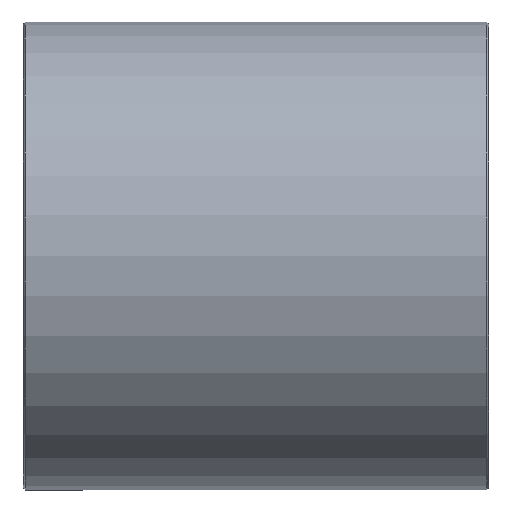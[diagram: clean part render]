
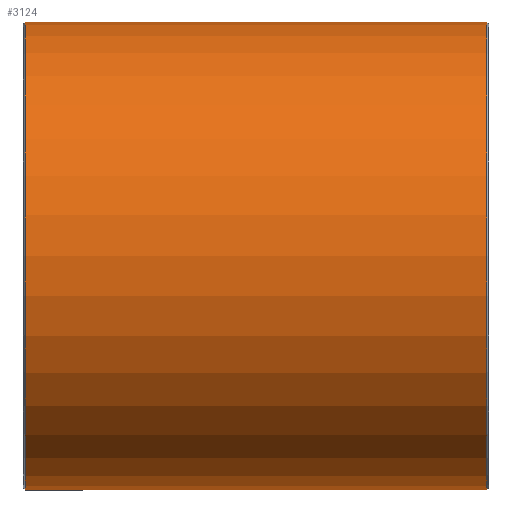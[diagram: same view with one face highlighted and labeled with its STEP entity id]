
A CAD part, top view. The second image highlights one B-rep face of the part: STEP entity #3124.
In plain terms, the highlighted cylindrical face has radius 24.15 mm (diameter 48.3 mm), a partial arc.
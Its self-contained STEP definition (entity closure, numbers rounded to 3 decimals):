
#118 = DIRECTION ( 'NONE',  ( -1., 0., 0. ) ) ;
#417 = CARTESIAN_POINT ( 'NONE',  ( -9., 0., 0. ) ) ;
#486 = DIRECTION ( 'NONE',  ( -1., 0., 0. ) ) ;
#1012 = CARTESIAN_POINT ( 'NONE',  ( -23.8, 0., 0. ) ) ;
#1144 = ORIENTED_EDGE ( 'NONE', *, *, #4049, .F. ) ;
#1238 = CARTESIAN_POINT ( 'NONE',  ( 23.8, 24.15, 0. ) ) ;
#1252 = EDGE_CURVE ( 'NONE', #3463, #4464, #2734, .T. ) ;
#1467 = DIRECTION ( 'NONE',  ( 0., -1., 0. ) ) ;
#1547 = EDGE_LOOP ( 'NONE', ( #3972, #5165, #2271, #1144 ) ) ;
#1549 = CARTESIAN_POINT ( 'NONE',  ( -9., -24.15, 0. ) ) ;
#1597 = VECTOR ( 'NONE', #118, 1000. ) ;
#1784 = DIRECTION ( 'NONE',  ( 0., -1., 0. ) ) ;
#1832 = AXIS2_PLACEMENT_3D ( 'NONE', #2371, #5561, #1784 ) ;
#2051 = CIRCLE ( 'NONE', #1832, 24.15 ) ;
#2271 = ORIENTED_EDGE ( 'NONE', *, *, #3113, .F. ) ;
#2306 = CARTESIAN_POINT ( 'NONE',  ( -23.8, 24.15, 0. ) ) ;
#2371 = CARTESIAN_POINT ( 'NONE',  ( 23.8, 0., 0. ) ) ;
#2545 = DIRECTION ( 'NONE',  ( 0., -1., 0. ) ) ;
#2550 = CARTESIAN_POINT ( 'NONE',  ( 23.8, -24.15, 0. ) ) ;
#2734 = LINE ( 'NONE', #6447, #1597 ) ;
#3113 = EDGE_CURVE ( 'NONE', #4218, #4464, #5525, .T. ) ;
#3124 = ADVANCED_FACE ( 'NONE', ( #5217 ), #5679, .T. ) ;
#3463 = VERTEX_POINT ( 'NONE', #1238 ) ;
#3972 = ORIENTED_EDGE ( 'NONE', *, *, #6840, .T. ) ;
#4049 = EDGE_CURVE ( 'NONE', #5231, #4218, #5233, .T. ) ;
#4218 = VERTEX_POINT ( 'NONE', #6478 ) ;
#4464 = VERTEX_POINT ( 'NONE', #2306 ) ;
#4818 = VECTOR ( 'NONE', #6800, 1000. ) ;
#5161 = AXIS2_PLACEMENT_3D ( 'NONE', #417, #6262, #2545 ) ;
#5165 = ORIENTED_EDGE ( 'NONE', *, *, #1252, .T. ) ;
#5179 = AXIS2_PLACEMENT_3D ( 'NONE', #1012, #486, #1467 ) ;
#5217 = FACE_OUTER_BOUND ( 'NONE', #1547, .T. ) ;
#5231 = VERTEX_POINT ( 'NONE', #2550 ) ;
#5233 = LINE ( 'NONE', #1549, #4818 ) ;
#5525 = CIRCLE ( 'NONE', #5179, 24.15 ) ;
#5561 = DIRECTION ( 'NONE',  ( -1., 0., 0. ) ) ;
#5679 = CYLINDRICAL_SURFACE ( 'NONE', #5161, 24.15 ) ;
#6262 = DIRECTION ( 'NONE',  ( -1., 0., 0. ) ) ;
#6447 = CARTESIAN_POINT ( 'NONE',  ( -9., 24.15, 0. ) ) ;
#6478 = CARTESIAN_POINT ( 'NONE',  ( -23.8, -24.15, 0. ) ) ;
#6800 = DIRECTION ( 'NONE',  ( -1., 0., 0. ) ) ;
#6840 = EDGE_CURVE ( 'NONE', #5231, #3463, #2051, .T. ) ;
